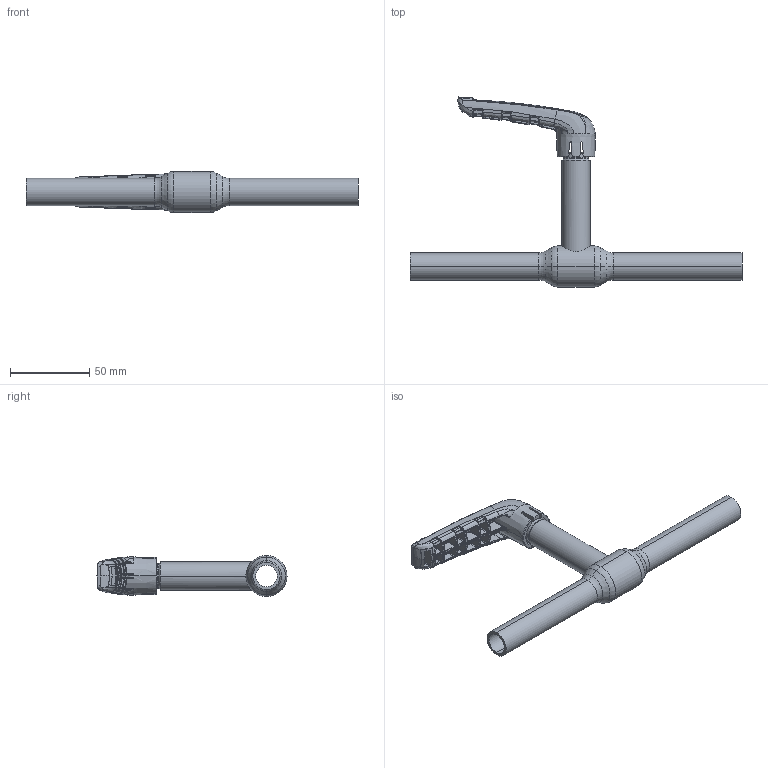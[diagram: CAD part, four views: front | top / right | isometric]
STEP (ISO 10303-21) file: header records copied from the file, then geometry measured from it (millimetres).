
FILE_DESCRIPTION (( 'STEP AP214' ), '1' );
FILE_NAME ('1010003001-2101.STEP', '2023-09-12T09:29:29', ( '' ), ( '' ), 'SwSTEP 2.0', 'SolidWorks 2021', '' );
FILE_SCHEMA (( 'AUTOMOTIVE_DESIGN' ));
Length unit declared in the file: millimetre
Products named in the file (1): 1010003001-2101
Bounding box: 210 x 120.18 x 26 mm (x, y, z)
Surface area: 26419.9 mm2 (no closed solid volume)
Topology: 0 solids, 5 shells, 693 faces, 2177 edges, 1373 vertices
Faces by surface type: bspline 591, plane 44, cylinder 26, torus 17, cone 15
Entity records: 61744 total; most frequent: CARTESIAN_POINT 40543, ORIENTED_EDGE 3561, EDGE_CURVE 2155, B_SPLINE_CURVE_WITH_KNOTS 1566, VERTEX_POINT 1373, DIRECTION 1238, EDGE_LOOP 713, UNCERTAINTY_MEASURE_WITH_UNIT 695
